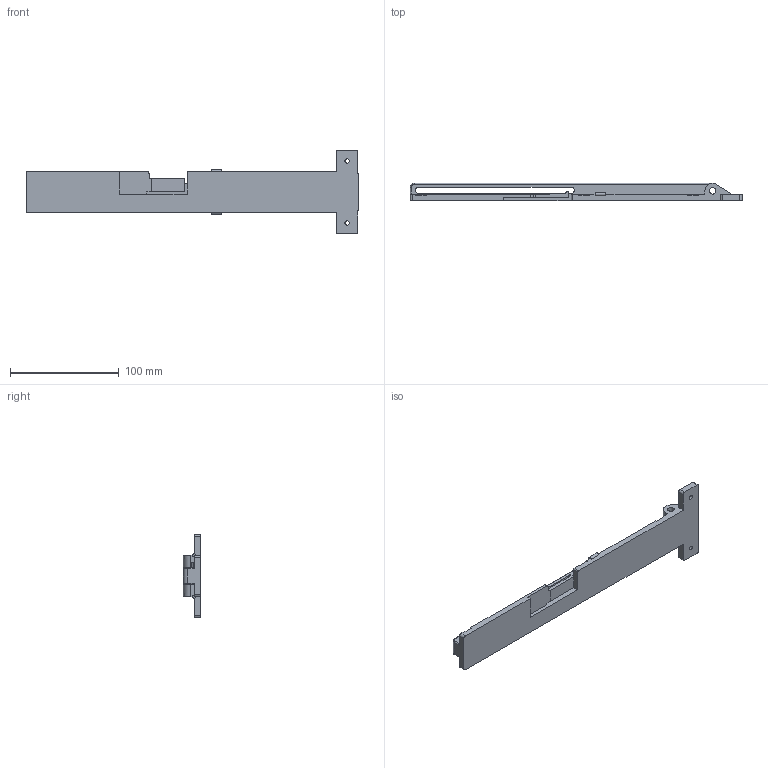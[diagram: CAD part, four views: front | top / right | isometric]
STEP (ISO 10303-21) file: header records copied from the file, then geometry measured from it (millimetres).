
FILE_DESCRIPTION(/* description */ (''),/* implementation_level */ '2;1');
FILE_NAME(/* name */ 'table.stp',/* time_stamp */ '2023-09-26T13:30:28+02:00',/* author */ ('ext-provinimiche'),/* organization */ (''),/* preprocessor_version */ 'ST-DEVELOPER v17',/* originating_system */ 'Autodesk Inventor 2019',/* authorisation */ '');
FILE_SCHEMA (('AUTOMOTIVE_DESIGN { 1 0 10303 214 3 1 1 }'));
Length unit declared in the file: millimetre
Products named in the file (1): table
Bounding box: 305 x 16 x 77 mm (x, y, z)
Volume: 100725.3 mm3; surface area: 38968.1 mm2
Topology: 1 solids, 1 shells, 115 faces, 315 edges, 207 vertices
Faces by surface type: plane 71, cylinder 40, bspline 2, torus 2
Full cylindrical faces by diameter (mm): 4 x8, 6 x1, 10 x2
Entity records: 3779 total; most frequent: CARTESIAN_POINT 747, ORIENTED_EDGE 626, DIRECTION 619, EDGE_CURVE 313, LINE 223, VECTOR 223, VERTEX_POINT 207, AXIS2_PLACEMENT_3D 198
